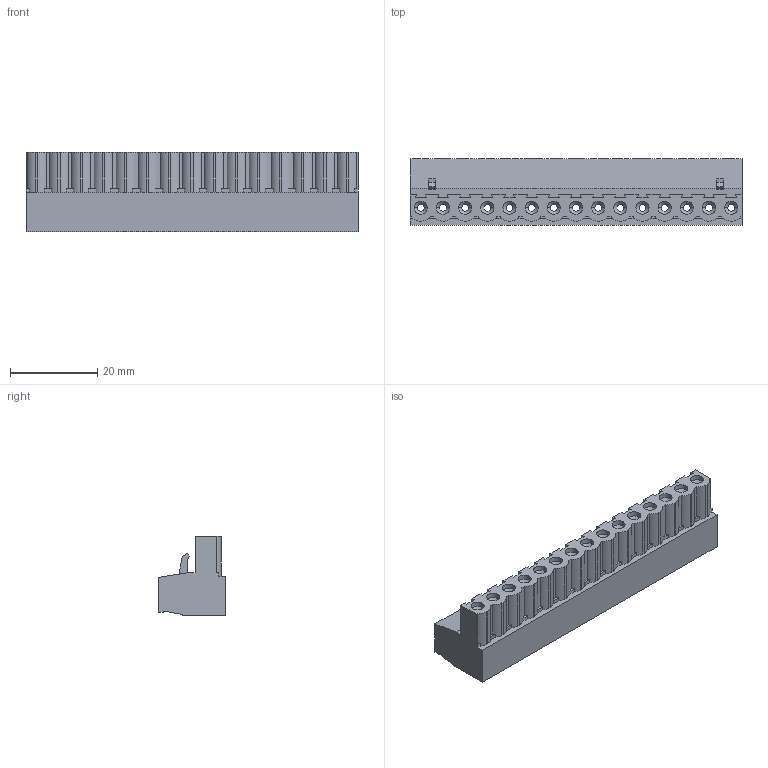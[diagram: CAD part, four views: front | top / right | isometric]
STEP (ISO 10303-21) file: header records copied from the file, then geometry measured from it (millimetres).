
FILE_DESCRIPTION (( 'STEP AP203' ), '1' );
FILE_NAME ('SOKETLI BASKILI DEVRE KLEMENSI - 5,08 MM DISI - 15LI.STEP', '2018-09-13T13:48:23', ( 'user' ), ( '' ), 'SwSTEP 2.0', 'SolidWorks 2016', '' );
FILE_SCHEMA (( 'CONFIG_CONTROL_DESIGN' ));
Length unit declared in the file: millimetre
Products named in the file (1): SOKETLI BASKILI DEVRE KLEMENSI  - 5,08 MM DISI - 15LI
Bounding box: 76.09 x 15.33 x 18.15 mm (x, y, z)
Volume: 12279.3 mm3; surface area: 8393.8 mm2
Topology: 1 solids, 1 shells, 530 faces, 1383 edges, 902 vertices
Faces by surface type: plane 376, cylinder 124, cone 30
Entity records: 16302 total; most frequent: CARTESIAN_POINT 2816, DIRECTION 2783, ORIENTED_EDGE 2766, EDGE_CURVE 1383, VECTOR 1045, LINE 1045, VERTEX_POINT 902, AXIS2_PLACEMENT_3D 869
